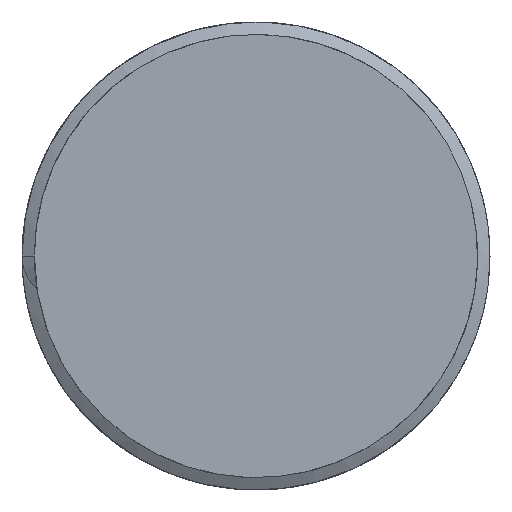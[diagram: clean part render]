
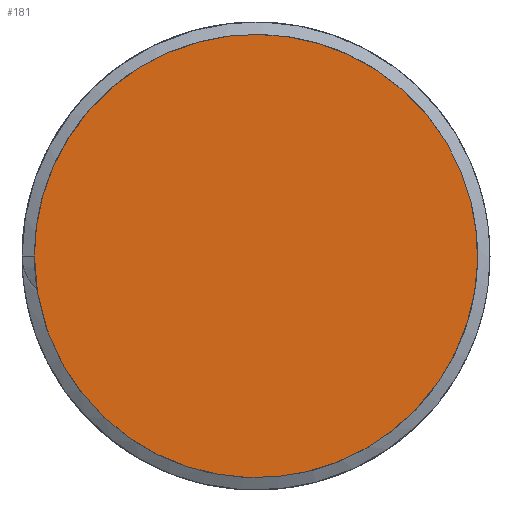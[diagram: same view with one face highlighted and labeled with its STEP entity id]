
A CAD part, left-side view. The second image highlights one B-rep face of the part: STEP entity #181.
In plain terms, the highlighted free-form (B-spline) face has degree [1, 1] with [2, 2] control points.
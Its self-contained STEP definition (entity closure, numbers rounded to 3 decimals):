
#160=CARTESIAN_POINT('',(0.,-41.7,41.7));
#161=CARTESIAN_POINT('',(0.,-41.7,-41.7));
#162=CARTESIAN_POINT('',(0.,41.7,41.7));
#163=CARTESIAN_POINT('',(0.,41.7,-41.7));
#164=B_SPLINE_SURFACE_WITH_KNOTS('',1,1,((#160,#161),(#162,#163)),.PLANE_SURF.,.F.,.F.,.U.,(2,2),(2,2),(-1.,2.),(-1.,2.),.UNSPECIFIED.);
#165=CARTESIAN_POINT('',(0.,13.9,0.));
#166=VERTEX_POINT('',#165);
#167=CARTESIAN_POINT('',(0.,13.9,0.));
#168=CARTESIAN_POINT('',(0.,13.9,-13.9));
#169=CARTESIAN_POINT('',(0.,0.,-13.9));
#170=CARTESIAN_POINT('',(0.,-13.9,-13.9));
#171=CARTESIAN_POINT('',(0.,-13.9,0.));
#172=CARTESIAN_POINT('',(0.,-13.9,13.9));
#173=CARTESIAN_POINT('',(0.,0.,13.9));
#174=CARTESIAN_POINT('',(0.,13.9,13.9));
#175=CARTESIAN_POINT('',(0.,13.9,0.));
#176=(BOUNDED_CURVE()B_SPLINE_CURVE(2,(#167,#168,#169,#170,#171,#172,#173,#174,#175),.CIRCULAR_ARC.,.T.,.U.)B_SPLINE_CURVE_WITH_KNOTS((3,2,2,2,3),(0.,0.25,0.5,0.75,1.),.UNSPECIFIED.)CURVE()GEOMETRIC_REPRESENTATION_ITEM()RATIONAL_B_SPLINE_CURVE((1.,0.707,1.,0.707,1.,0.707,1.,0.707,1.))REPRESENTATION_ITEM(''));
#177=EDGE_CURVE('',#166,#166,#176,.T.);
#178=ORIENTED_EDGE('',*,*,#177,.T.);
#179=EDGE_LOOP('',(#178));
#180=FACE_OUTER_BOUND('',#179,.T.);
#181=ADVANCED_FACE('',(#180),#164,.T.);
